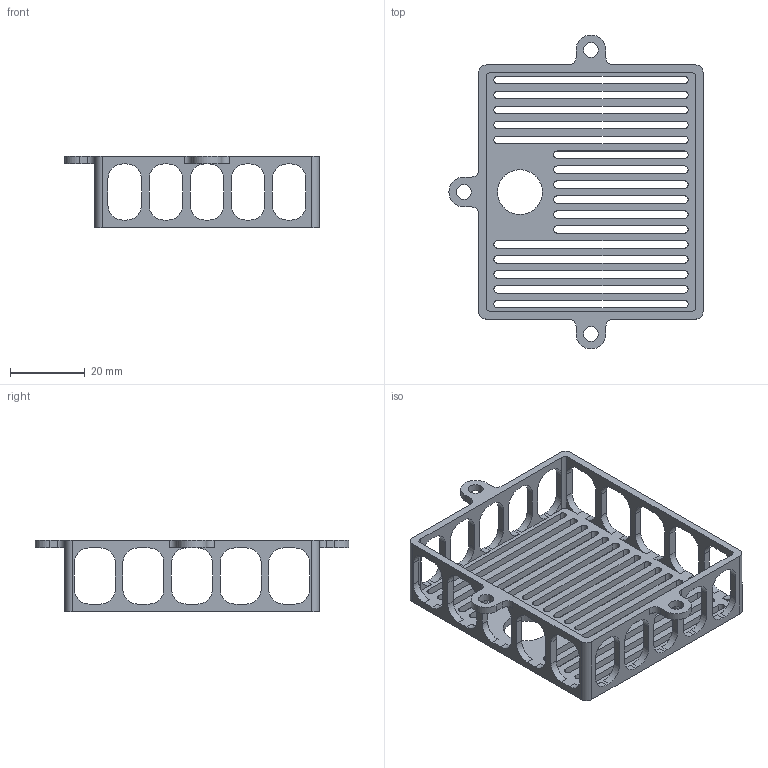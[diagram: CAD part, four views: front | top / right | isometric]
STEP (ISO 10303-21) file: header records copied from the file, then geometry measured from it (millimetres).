
FILE_DESCRIPTION(('STEP AP242'), '1');
FILE_NAME('itemRS550BoxCover', '', ('UNSPECIFIED'), ('UNSPECIFIED'), 'C3D Converter', 'C3D Toolkit', '');
FILE_SCHEMA(('AP242_MANAGED_MODEL_BASED_3D_ENGINEERING_MIM_LF { 1 0 10303 442 1 1 4 }'));
Length unit declared in the file: millimetre
Bounding box: 68 x 84 x 19 mm (x, y, z)
Volume: 8225.3 mm3; surface area: 13648.8 mm2
Topology: 1 solids, 1 shells, 246 faces, 790 edges, 524 vertices
Faces by surface type: cylinder 133, plane 113
Full cylindrical faces by diameter (mm): 4 x3, 12 x1
Entity records: 8951 total; most frequent: ORIENTED_EDGE 1572, CARTESIAN_POINT 1557, DIRECTION 1546, EDGE_CURVE 786, VERTEX_POINT 524, LINE 520, VECTOR 520, AXIS2_PLACEMENT_3D 513
